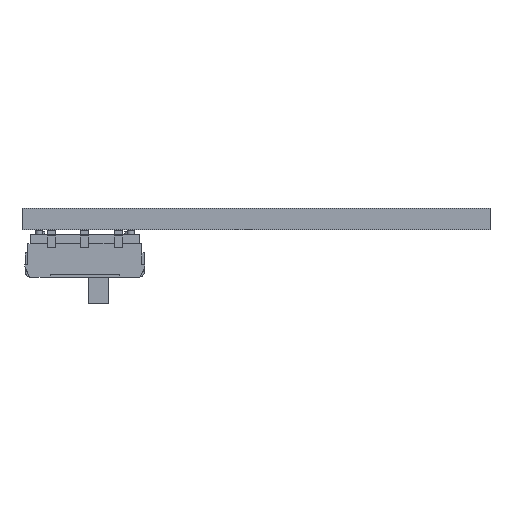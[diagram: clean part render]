
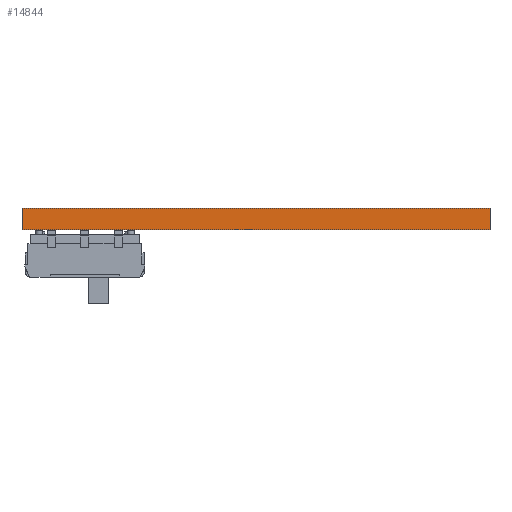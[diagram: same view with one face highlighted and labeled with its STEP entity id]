
A CAD part, left-side view. The second image highlights one B-rep face of the part: STEP entity #14844.
In plain terms, the highlighted planar face has unit normal (-1, 0, 0).
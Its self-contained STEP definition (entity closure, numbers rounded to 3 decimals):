
#14663 = PLANE('',#14664);
#14664 = AXIS2_PLACEMENT_3D('',#14665,#14666,#14667);
#14665 = CARTESIAN_POINT('',(135.,-100.,0.));
#14666 = DIRECTION('',(0.,-1.,0.));
#14667 = DIRECTION('',(-1.,0.,0.));
#14688 = VERTEX_POINT('',#14689);
#14689 = CARTESIAN_POINT('',(100.,-100.,1.6));
#14703 = PLANE('',#14704);
#14704 = AXIS2_PLACEMENT_3D('',#14705,#14706,#14707);
#14705 = CARTESIAN_POINT('',(117.5,-117.5,1.6));
#14706 = DIRECTION('',(0.,0.,1.));
#14707 = DIRECTION('',(1.,0.,-0.));
#14715 = EDGE_CURVE('',#14716,#14688,#14718,.T.);
#14716 = VERTEX_POINT('',#14717);
#14717 = CARTESIAN_POINT('',(100.,-100.,0.));
#14718 = SURFACE_CURVE('',#14719,(#14723,#14730),.PCURVE_S1.);
#14719 = LINE('',#14720,#14721);
#14720 = CARTESIAN_POINT('',(100.,-100.,0.));
#14721 = VECTOR('',#14722,1.);
#14722 = DIRECTION('',(0.,0.,1.));
#14723 = PCURVE('',#14663,#14724);
#14724 = DEFINITIONAL_REPRESENTATION('',(#14725),#14729);
#14725 = LINE('',#14726,#14727);
#14726 = CARTESIAN_POINT('',(35.,0.));
#14727 = VECTOR('',#14728,1.);
#14728 = DIRECTION('',(0.,-1.));
#14729 = ( GEOMETRIC_REPRESENTATION_CONTEXT(2) 
PARAMETRIC_REPRESENTATION_CONTEXT() REPRESENTATION_CONTEXT('2D SPACE',''
  ) );
#14730 = PCURVE('',#14731,#14736);
#14731 = PLANE('',#14732);
#14732 = AXIS2_PLACEMENT_3D('',#14733,#14734,#14735);
#14733 = CARTESIAN_POINT('',(100.,-100.,0.));
#14734 = DIRECTION('',(1.,0.,-0.));
#14735 = DIRECTION('',(0.,-1.,0.));
#14736 = DEFINITIONAL_REPRESENTATION('',(#14737),#14741);
#14737 = LINE('',#14738,#14739);
#14738 = CARTESIAN_POINT('',(0.,0.));
#14739 = VECTOR('',#14740,1.);
#14740 = DIRECTION('',(0.,-1.));
#14741 = ( GEOMETRIC_REPRESENTATION_CONTEXT(2) 
PARAMETRIC_REPRESENTATION_CONTEXT() REPRESENTATION_CONTEXT('2D SPACE',''
  ) );
#14757 = PLANE('',#14758);
#14758 = AXIS2_PLACEMENT_3D('',#14759,#14760,#14761);
#14759 = CARTESIAN_POINT('',(117.5,-117.5,0.));
#14760 = DIRECTION('',(0.,0.,1.));
#14761 = DIRECTION('',(1.,0.,-0.));
#14790 = PLANE('',#14791);
#14791 = AXIS2_PLACEMENT_3D('',#14792,#14793,#14794);
#14792 = CARTESIAN_POINT('',(100.,-135.,0.));
#14793 = DIRECTION('',(0.,1.,0.));
#14794 = DIRECTION('',(1.,0.,0.));
#14844 = ADVANCED_FACE('',(#14845),#14731,.F.);
#14845 = FACE_BOUND('',#14846,.F.);
#14846 = EDGE_LOOP('',(#14847,#14848,#14871,#14894));
#14847 = ORIENTED_EDGE('',*,*,#14715,.T.);
#14848 = ORIENTED_EDGE('',*,*,#14849,.T.);
#14849 = EDGE_CURVE('',#14688,#14850,#14852,.T.);
#14850 = VERTEX_POINT('',#14851);
#14851 = CARTESIAN_POINT('',(100.,-135.,1.6));
#14852 = SURFACE_CURVE('',#14853,(#14857,#14864),.PCURVE_S1.);
#14853 = LINE('',#14854,#14855);
#14854 = CARTESIAN_POINT('',(100.,-100.,1.6));
#14855 = VECTOR('',#14856,1.);
#14856 = DIRECTION('',(0.,-1.,0.));
#14857 = PCURVE('',#14731,#14858);
#14858 = DEFINITIONAL_REPRESENTATION('',(#14859),#14863);
#14859 = LINE('',#14860,#14861);
#14860 = CARTESIAN_POINT('',(0.,-1.6));
#14861 = VECTOR('',#14862,1.);
#14862 = DIRECTION('',(1.,0.));
#14863 = ( GEOMETRIC_REPRESENTATION_CONTEXT(2) 
PARAMETRIC_REPRESENTATION_CONTEXT() REPRESENTATION_CONTEXT('2D SPACE',''
  ) );
#14864 = PCURVE('',#14703,#14865);
#14865 = DEFINITIONAL_REPRESENTATION('',(#14866),#14870);
#14866 = LINE('',#14867,#14868);
#14867 = CARTESIAN_POINT('',(-17.5,17.5));
#14868 = VECTOR('',#14869,1.);
#14869 = DIRECTION('',(0.,-1.));
#14870 = ( GEOMETRIC_REPRESENTATION_CONTEXT(2) 
PARAMETRIC_REPRESENTATION_CONTEXT() REPRESENTATION_CONTEXT('2D SPACE',''
  ) );
#14871 = ORIENTED_EDGE('',*,*,#14872,.F.);
#14872 = EDGE_CURVE('',#14873,#14850,#14875,.T.);
#14873 = VERTEX_POINT('',#14874);
#14874 = CARTESIAN_POINT('',(100.,-135.,0.));
#14875 = SURFACE_CURVE('',#14876,(#14880,#14887),.PCURVE_S1.);
#14876 = LINE('',#14877,#14878);
#14877 = CARTESIAN_POINT('',(100.,-135.,0.));
#14878 = VECTOR('',#14879,1.);
#14879 = DIRECTION('',(0.,0.,1.));
#14880 = PCURVE('',#14731,#14881);
#14881 = DEFINITIONAL_REPRESENTATION('',(#14882),#14886);
#14882 = LINE('',#14883,#14884);
#14883 = CARTESIAN_POINT('',(35.,0.));
#14884 = VECTOR('',#14885,1.);
#14885 = DIRECTION('',(0.,-1.));
#14886 = ( GEOMETRIC_REPRESENTATION_CONTEXT(2) 
PARAMETRIC_REPRESENTATION_CONTEXT() REPRESENTATION_CONTEXT('2D SPACE',''
  ) );
#14887 = PCURVE('',#14790,#14888);
#14888 = DEFINITIONAL_REPRESENTATION('',(#14889),#14893);
#14889 = LINE('',#14890,#14891);
#14890 = CARTESIAN_POINT('',(0.,0.));
#14891 = VECTOR('',#14892,1.);
#14892 = DIRECTION('',(0.,-1.));
#14893 = ( GEOMETRIC_REPRESENTATION_CONTEXT(2) 
PARAMETRIC_REPRESENTATION_CONTEXT() REPRESENTATION_CONTEXT('2D SPACE',''
  ) );
#14894 = ORIENTED_EDGE('',*,*,#14895,.F.);
#14895 = EDGE_CURVE('',#14716,#14873,#14896,.T.);
#14896 = SURFACE_CURVE('',#14897,(#14901,#14908),.PCURVE_S1.);
#14897 = LINE('',#14898,#14899);
#14898 = CARTESIAN_POINT('',(100.,-100.,0.));
#14899 = VECTOR('',#14900,1.);
#14900 = DIRECTION('',(0.,-1.,0.));
#14901 = PCURVE('',#14731,#14902);
#14902 = DEFINITIONAL_REPRESENTATION('',(#14903),#14907);
#14903 = LINE('',#14904,#14905);
#14904 = CARTESIAN_POINT('',(0.,0.));
#14905 = VECTOR('',#14906,1.);
#14906 = DIRECTION('',(1.,0.));
#14907 = ( GEOMETRIC_REPRESENTATION_CONTEXT(2) 
PARAMETRIC_REPRESENTATION_CONTEXT() REPRESENTATION_CONTEXT('2D SPACE',''
  ) );
#14908 = PCURVE('',#14757,#14909);
#14909 = DEFINITIONAL_REPRESENTATION('',(#14910),#14914);
#14910 = LINE('',#14911,#14912);
#14911 = CARTESIAN_POINT('',(-17.5,17.5));
#14912 = VECTOR('',#14913,1.);
#14913 = DIRECTION('',(0.,-1.));
#14914 = ( GEOMETRIC_REPRESENTATION_CONTEXT(2) 
PARAMETRIC_REPRESENTATION_CONTEXT() REPRESENTATION_CONTEXT('2D SPACE',''
  ) );
